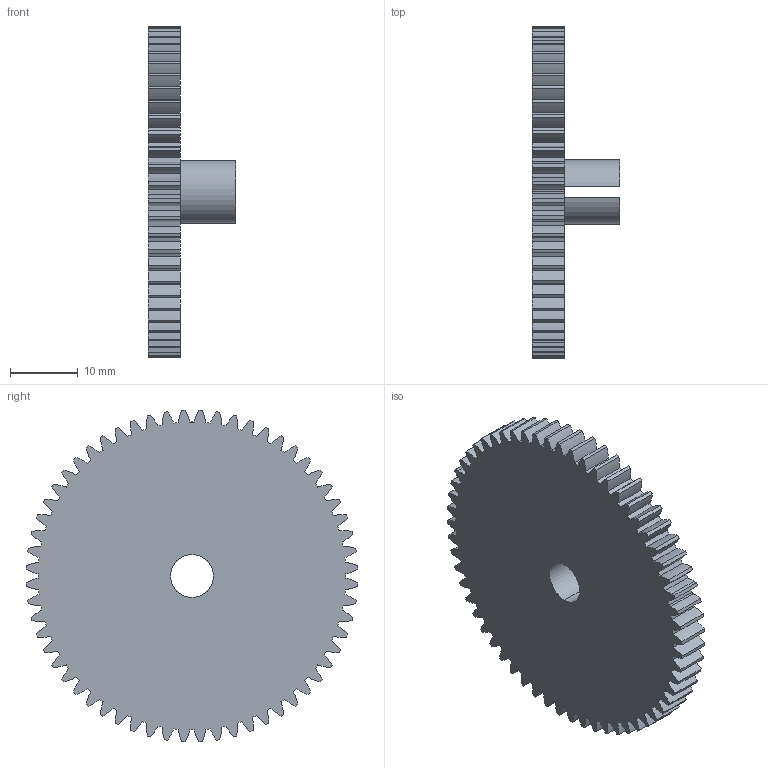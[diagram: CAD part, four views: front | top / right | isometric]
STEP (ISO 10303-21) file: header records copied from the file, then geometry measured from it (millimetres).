
FILE_DESCRIPTION (( 'STEP AP214' ), '1' );
FILE_NAME ('am-3483 60T 32DP .250 bore Encoder Gear VER2.STEP', '2018-01-02T21:56:27', ( '' ), ( '' ), 'SwSTEP 2.0', 'SolidWorks 2017', '' );
FILE_SCHEMA (( 'AUTOMOTIVE_DESIGN' ));
Length unit declared in the file: inch
Products named in the file (2): am-3483 60T 32DP .250 bore Encoder Gear VER2
Bounding box: 13.02 x 49.17 x 49.17 mm (x, y, z)
Volume: 8528.2 mm3; surface area: 5403 mm2
Topology: 1 solids, 1 shells, 257 faces, 765 edges, 510 vertices
Faces by surface type: cylinder 249, plane 8
Entity records: 9000 total; most frequent: DIRECTION 1785, CARTESIAN_POINT 1534, ORIENTED_EDGE 1530, EDGE_CURVE 765, AXIS2_PLACEMENT_3D 761, VERTEX_POINT 510, CIRCLE 502, VECTOR 263
